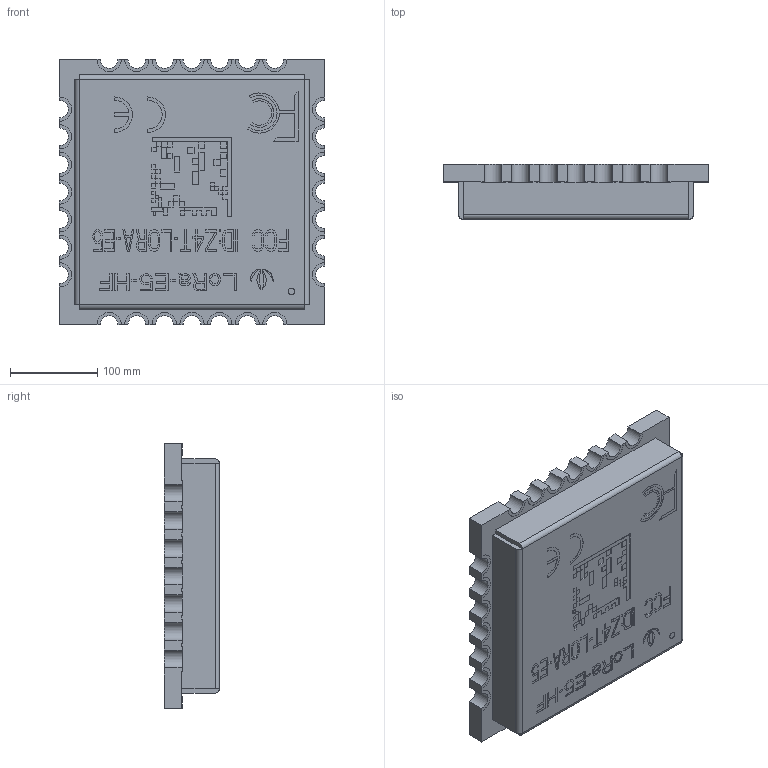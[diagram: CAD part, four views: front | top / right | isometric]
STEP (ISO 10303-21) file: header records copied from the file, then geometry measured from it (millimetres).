
FILE_DESCRIPTION((''),'2;1');
FILE_NAME('LORA-E5-HF00','2020-11-26T12:06:58',('Administrator'),(''),'CREO PARAMETRIC BY PTC INC, 2018050','CREO PARAMETRIC BY PTC INC, 2018050','');
FILE_SCHEMA(('CONFIG_CONTROL_DESIGN'));
Length unit declared in the file: inch
Products named in the file (1): LORA-E5-HF00
Bounding box: 304.8 x 63.75 x 304.8 mm (x, y, z)
Volume: 2346778.3 mm3; surface area: 425988.5 mm2
Topology: 1 solids, 1 shells, 1069 faces, 2952 edges, 1958 vertices
Faces by surface type: plane 989, cylinder 73, extrusion 7
Entity records: 33569 total; most frequent: CARTESIAN_POINT 6073, ORIENTED_EDGE 5904, DIRECTION 5228, EDGE_CURVE 2952, VECTOR 2786, LINE 2779, VERTEX_POINT 1960, AXIS2_PLACEMENT_3D 1221
